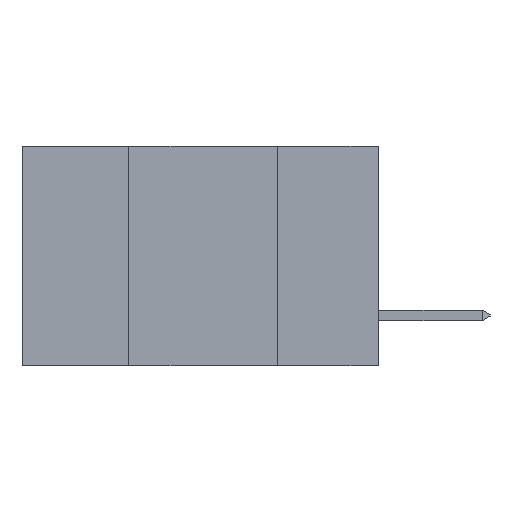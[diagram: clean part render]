
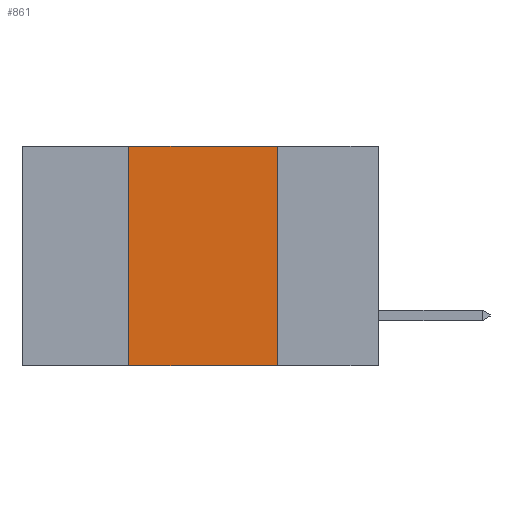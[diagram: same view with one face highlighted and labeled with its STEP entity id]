
A CAD part, left-side view. The second image highlights one B-rep face of the part: STEP entity #861.
In plain terms, the highlighted planar face has unit normal (-1, 0, 0).
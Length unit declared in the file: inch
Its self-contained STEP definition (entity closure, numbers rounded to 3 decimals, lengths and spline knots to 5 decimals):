
#11 = ORIENTED_EDGE ( 'NONE', *, *, #10627, .F. ) ;
#810 = VERTEX_POINT ( 'NONE', #7826 ) ;
#861 = ADVANCED_FACE ( 'NONE', ( #6883 ), #5268, .F. ) ;
#1148 = CARTESIAN_POINT ( 'NONE',  ( 0., 0.6, 0. ) ) ;
#1429 = DIRECTION ( 'NONE',  ( 0., 0., -1. ) ) ;
#2274 = VECTOR ( 'NONE', #6648, 39.37008 ) ;
#4073 = EDGE_CURVE ( 'NONE', #9065, #13260, #15313, .T. ) ;
#4626 = DIRECTION ( 'NONE',  ( 1., 0., 0. ) ) ;
#5268 = PLANE ( 'NONE',  #8412 ) ;
#5502 = CARTESIAN_POINT ( 'NONE',  ( 0., 0.42, 0. ) ) ;
#6171 = DIRECTION ( 'NONE',  ( 0., -1., 0. ) ) ;
#6612 = CARTESIAN_POINT ( 'NONE',  ( 0., 0.17, 0. ) ) ;
#6648 = DIRECTION ( 'NONE',  ( 0., -1., 0. ) ) ;
#6883 = FACE_OUTER_BOUND ( 'NONE', #7254, .T. ) ;
#7057 = ORIENTED_EDGE ( 'NONE', *, *, #8027, .T. ) ;
#7254 = EDGE_LOOP ( 'NONE', ( #16357, #10128, #11, #7057 ) ) ;
#7578 = VERTEX_POINT ( 'NONE', #12501 ) ;
#7826 = CARTESIAN_POINT ( 'NONE',  ( 0., 0.17, -0.37 ) ) ;
#8027 = EDGE_CURVE ( 'NONE', #7578, #810, #15539, .T. ) ;
#8094 = VECTOR ( 'NONE', #9453, 39.37008 ) ;
#8412 = AXIS2_PLACEMENT_3D ( 'NONE', #1148, #4626, #1429 ) ;
#8520 = LINE ( 'NONE', #5502, #8094 ) ;
#8872 = LINE ( 'NONE', #6612, #15164 ) ;
#9065 = VERTEX_POINT ( 'NONE', #11263 ) ;
#9453 = DIRECTION ( 'NONE',  ( 0., 0., 1. ) ) ;
#10128 = ORIENTED_EDGE ( 'NONE', *, *, #4073, .F. ) ;
#10627 = EDGE_CURVE ( 'NONE', #7578, #9065, #8520, .T. ) ;
#11263 = CARTESIAN_POINT ( 'NONE',  ( 0., 0.42, 0. ) ) ;
#12391 = VECTOR ( 'NONE', #6171, 39.37008 ) ;
#12501 = CARTESIAN_POINT ( 'NONE',  ( 0., 0.42, -0.37 ) ) ;
#13145 = EDGE_CURVE ( 'NONE', #13260, #810, #8872, .T. ) ;
#13260 = VERTEX_POINT ( 'NONE', #14474 ) ;
#14269 = DIRECTION ( 'NONE',  ( 0., 0., -1. ) ) ;
#14295 = CARTESIAN_POINT ( 'NONE',  ( 0., 0.6, -0.37 ) ) ;
#14474 = CARTESIAN_POINT ( 'NONE',  ( 0., 0.17, 0. ) ) ;
#15164 = VECTOR ( 'NONE', #14269, 39.37008 ) ;
#15313 = LINE ( 'NONE', #16262, #12391 ) ;
#15539 = LINE ( 'NONE', #14295, #2274 ) ;
#16262 = CARTESIAN_POINT ( 'NONE',  ( 0., 0.6, 0. ) ) ;
#16357 = ORIENTED_EDGE ( 'NONE', *, *, #13145, .F. ) ;
